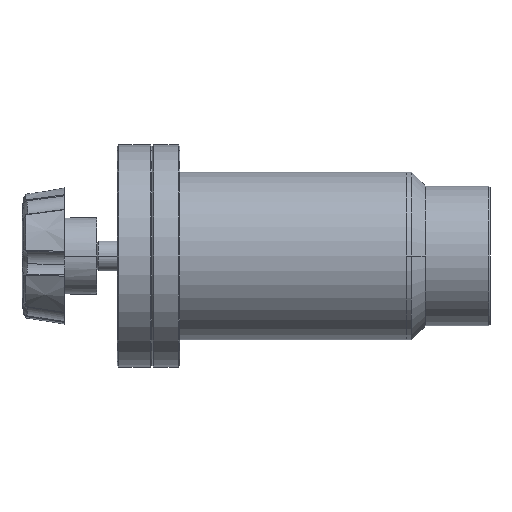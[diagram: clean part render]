
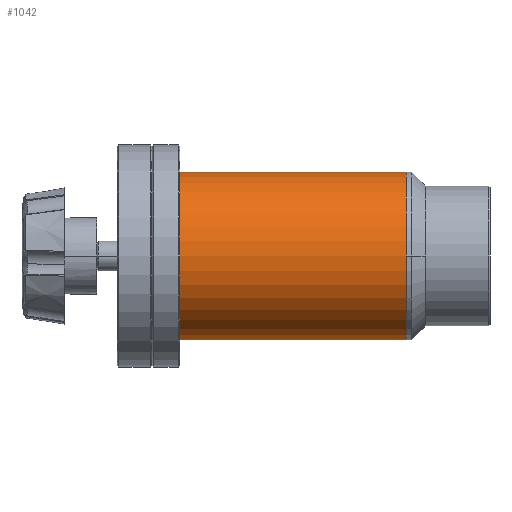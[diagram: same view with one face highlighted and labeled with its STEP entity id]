
A CAD part, left-side view. The second image highlights one B-rep face of the part: STEP entity #1042.
In plain terms, the highlighted cylindrical face has radius 38.1 mm (diameter 76.2 mm), a partial arc.
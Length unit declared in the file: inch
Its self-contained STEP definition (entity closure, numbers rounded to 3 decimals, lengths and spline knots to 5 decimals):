
#375 = VERTEX_POINT ( 'NONE', #3855 ) ;
#683 = VECTOR ( 'NONE', #2870, 39.37008 ) ;
#1042 = ADVANCED_FACE ( 'NONE', ( #9400 ), #2219, .T. ) ;
#1213 = ORIENTED_EDGE ( 'NONE', *, *, #7411, .F. ) ;
#1553 = DIRECTION ( 'NONE',  ( 0., -1., 0. ) ) ;
#1634 = CIRCLE ( 'NONE', #11136, 1.5 ) ;
#1813 = CIRCLE ( 'NONE', #2201, 1.5 ) ;
#2201 = AXIS2_PLACEMENT_3D ( 'NONE', #9949, #5208, #10903 ) ;
#2219 = CYLINDRICAL_SURFACE ( 'NONE', #6711, 1.5 ) ;
#2612 = LINE ( 'NONE', #7289, #4707 ) ;
#2870 = DIRECTION ( 'NONE',  ( 0., -1., 0. ) ) ;
#3007 = DIRECTION ( 'NONE',  ( 0., 0., -1. ) ) ;
#3165 = CARTESIAN_POINT ( 'NONE',  ( 0., 4.112, 1.5 ) ) ;
#3556 = DIRECTION ( 'NONE',  ( 0., 1., 0. ) ) ;
#3621 = DIRECTION ( 'NONE',  ( 0., 0., -1. ) ) ;
#3855 = CARTESIAN_POINT ( 'NONE',  ( 0., 0., -1.5 ) ) ;
#4286 = CARTESIAN_POINT ( 'NONE',  ( 0., 4.112, 0. ) ) ;
#4377 = CARTESIAN_POINT ( 'NONE',  ( 0., 0., 1.5 ) ) ;
#4507 = EDGE_CURVE ( 'NONE', #375, #7210, #1634, .T. ) ;
#4682 = ORIENTED_EDGE ( 'NONE', *, *, #4507, .T. ) ;
#4707 = VECTOR ( 'NONE', #7320, 39.37008 ) ;
#5208 = DIRECTION ( 'NONE',  ( 0., -1., 0. ) ) ;
#5293 = EDGE_CURVE ( 'NONE', #12133, #9126, #1813, .T. ) ;
#6049 = CARTESIAN_POINT ( 'NONE',  ( 0., 4.092, -1.5 ) ) ;
#6188 = CARTESIAN_POINT ( 'NONE',  ( 0., 0., 0. ) ) ;
#6545 = EDGE_CURVE ( 'NONE', #9126, #375, #2612, .T. ) ;
#6711 = AXIS2_PLACEMENT_3D ( 'NONE', #4286, #1553, #3007 ) ;
#7205 = CARTESIAN_POINT ( 'NONE',  ( 0., 4.092, 1.5 ) ) ;
#7210 = VERTEX_POINT ( 'NONE', #4377 ) ;
#7289 = CARTESIAN_POINT ( 'NONE',  ( 0., 4.112, -1.5 ) ) ;
#7320 = DIRECTION ( 'NONE',  ( 0., -1., 0. ) ) ;
#7411 = EDGE_CURVE ( 'NONE', #12133, #7210, #7600, .T. ) ;
#7600 = LINE ( 'NONE', #3165, #683 ) ;
#8775 = ORIENTED_EDGE ( 'NONE', *, *, #5293, .T. ) ;
#9126 = VERTEX_POINT ( 'NONE', #6049 ) ;
#9400 = FACE_OUTER_BOUND ( 'NONE', #10643, .T. ) ;
#9949 = CARTESIAN_POINT ( 'NONE',  ( 0., 4.092, 0. ) ) ;
#10556 = ORIENTED_EDGE ( 'NONE', *, *, #6545, .T. ) ;
#10643 = EDGE_LOOP ( 'NONE', ( #1213, #8775, #10556, #4682 ) ) ;
#10903 = DIRECTION ( 'NONE',  ( 0., 0., -1. ) ) ;
#11136 = AXIS2_PLACEMENT_3D ( 'NONE', #6188, #3556, #3621 ) ;
#12133 = VERTEX_POINT ( 'NONE', #7205 ) ;
